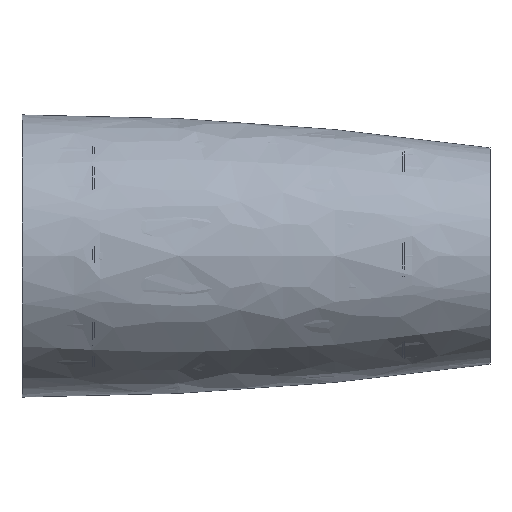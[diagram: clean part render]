
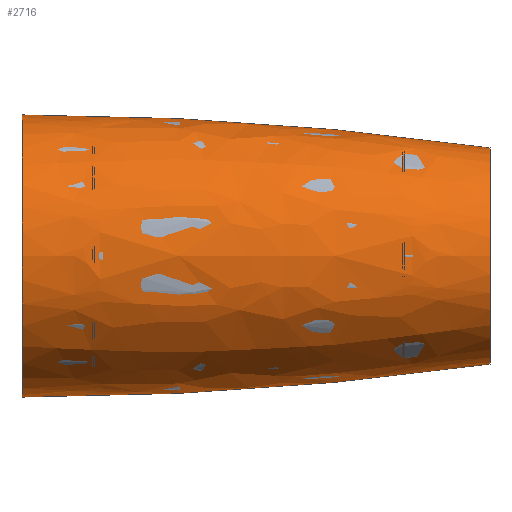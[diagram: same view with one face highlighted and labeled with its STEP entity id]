
A CAD part, top view. The second image highlights one B-rep face of the part: STEP entity #2716.
In plain terms, the highlighted free-form (B-spline) face has degree [3, 3] with [7, 4] control points.
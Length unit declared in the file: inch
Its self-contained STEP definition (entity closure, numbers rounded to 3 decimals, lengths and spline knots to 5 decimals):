
#116=CARTESIAN_POINT('',(953.,0.,0.));
#117=DIRECTION('',(1.,0.,0.));
#118=DIRECTION('',(0.,1.,0.));
#119=AXIS2_PLACEMENT_3D('',#116,#117,#118);
#125=CARTESIAN_POINT('',(43.,-6226.26554,0.));
#126=DIRECTION('',(0.,0.,1.));
#127=DIRECTION('',(0.14,0.99,0.));
#128=AXIS2_PLACEMENT_3D('',#125,#126,#127);
#133=CARTESIAN_POINT('',(43.,6226.26554,0.));
#134=DIRECTION('',(0.,0.,-1.));
#135=DIRECTION('',(0.14,-0.99,0.));
#136=AXIS2_PLACEMENT_3D('',#133,#134,#135);
#157=CARTESIAN_POINT('',(43.,0.,0.));
#158=DIRECTION('',(1.,0.,0.));
#159=DIRECTION('',(0.,1.,0.));
#160=AXIS2_PLACEMENT_3D('',#157,#158,#159);
#2301=CARTESIAN_POINT('',(953.,210.25,0.));
#2302=CARTESIAN_POINT('',(43.,274.26,0.));
#2303=VERTEX_POINT('',#2301);
#2304=VERTEX_POINT('',#2302);
#2329=CARTESIAN_POINT('',(953.,-210.25,0.));
#2330=CARTESIAN_POINT('',(43.,-274.26,0.));
#2331=VERTEX_POINT('',#2329);
#2332=VERTEX_POINT('',#2330);
#2677=CARTESIAN_POINT('',(24.74005,273.69322,-17.21932));
#2678=CARTESIAN_POINT('',(341.52672,274.58132,-17.27519));
#2679=CARTESIAN_POINT('',(657.53383,252.39703,-15.87948));
#2680=CARTESIAN_POINT('',(971.07656,207.25863,-13.03961));
#2681=CARTESIAN_POINT('',(24.74005,284.28996,151.2111));
#2682=CARTESIAN_POINT('',(341.52672,285.21244,151.70176));
#2683=CARTESIAN_POINT('',(657.53383,262.16924,139.4453));
#2684=CARTESIAN_POINT('',(971.07656,215.28319,114.50706));
#2685=CARTESIAN_POINT('',(24.74005,168.76344,274.23435));
#2686=CARTESIAN_POINT('',(341.52672,169.31105,275.12421));
#2687=CARTESIAN_POINT('',(657.53383,155.63188,252.89606));
#2688=CARTESIAN_POINT('',(971.07656,127.79885,207.66842));
#2689=CARTESIAN_POINT('',(24.74005,0.,
274.23435));
#2690=CARTESIAN_POINT('',(341.52672,0.,275.12421));
#2691=CARTESIAN_POINT('',(657.53383,0.,
252.89606));
#2692=CARTESIAN_POINT('',(971.07656,0.,207.66842));
#2693=CARTESIAN_POINT('',(24.74005,-168.76344,274.23435));
#2694=CARTESIAN_POINT('',(341.52672,-169.31105,275.12421));
#2695=CARTESIAN_POINT('',(657.53383,-155.63188,252.89606));
#2696=CARTESIAN_POINT('',(971.07656,-127.79885,207.66842));
#2697=CARTESIAN_POINT('',(24.74005,-284.28996,151.2111));
#2698=CARTESIAN_POINT('',(341.52672,-285.21244,151.70176));
#2699=CARTESIAN_POINT('',(657.53383,-262.16924,139.4453));
#2700=CARTESIAN_POINT('',(971.07656,-215.28319,114.50706));
#2701=CARTESIAN_POINT('',(24.74005,-273.69322,
-17.21932));
#2702=CARTESIAN_POINT('',(341.52672,-274.58132,
-17.27519));
#2703=CARTESIAN_POINT('',(657.53383,-252.39703,
-15.87948));
#2704=CARTESIAN_POINT('',(971.07656,-207.25863,
-13.03961));
#2705=(BOUNDED_SURFACE()B_SPLINE_SURFACE(3,3,((#2677,#2678,#2679,#2680),(#2681,
#2682,#2683,#2684),(#2685,#2686,#2687,#2688),(#2689,#2690,#2691,#2692),(#2693,
#2694,#2695,#2696),(#2697,#2698,#2699,#2700),(#2701,#2702,#2703,#2704)),
.UNSPECIFIED.,.F.,.F.,.F.)B_SPLINE_SURFACE_WITH_KNOTS((4,3,4),(4,4),(0.,1.,
2.),(0.,1.),.UNSPECIFIED.)GEOMETRIC_REPRESENTATION_ITEM()RATIONAL_B_SPLINE_SURFACE(((1.189,1.187,1.187,1.189),(
0.939,0.937,0.937,0.939),(
0.939,0.937,0.937,0.939),(
1.189,1.187,1.187,1.189),(
0.939,0.937,0.937,0.939),(
0.939,0.937,0.937,0.939),(
1.189,1.187,1.187,1.189)))REPRESENTATION_ITEM('')SURFACE());
#2707=ORIENTED_EDGE('',*,*,#2706,.F.);
#2709=ORIENTED_EDGE('',*,*,#2708,.T.);
#2711=ORIENTED_EDGE('',*,*,#2710,.T.);
#2713=ORIENTED_EDGE('',*,*,#2712,.F.);
#2714=EDGE_LOOP('',(#2707,#2709,#2711,#2713));
#2715=FACE_OUTER_BOUND('',#2714,.F.);
#120=CIRCLE('',#119,210.25);
#129=CIRCLE('',#128,6500.52554);
#137=CIRCLE('',#136,6500.52554);
#161=CIRCLE('',#160,274.26);
#2706=EDGE_CURVE('',#2303,#2304,#129,.T.);
#2708=EDGE_CURVE('',#2303,#2331,#120,.T.);
#2710=EDGE_CURVE('',#2331,#2332,#137,.T.);
#2712=EDGE_CURVE('',#2304,#2332,#161,.T.);
#2716=ADVANCED_FACE('',(#2715),#2705,.T.);
